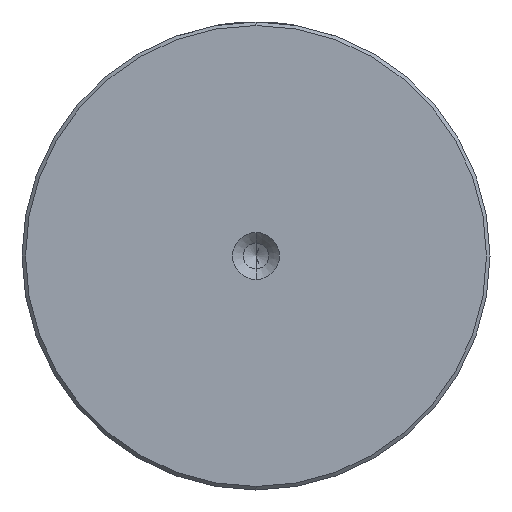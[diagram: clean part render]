
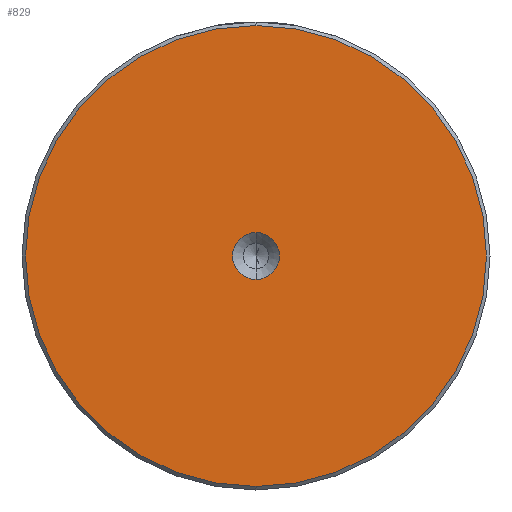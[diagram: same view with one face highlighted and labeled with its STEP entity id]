
A CAD part, left-side view. The second image highlights one B-rep face of the part: STEP entity #829.
In plain terms, the highlighted planar face has unit normal (-1, 0, 0).
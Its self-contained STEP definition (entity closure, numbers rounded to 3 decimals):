
#2 = CARTESIAN_POINT ( 'NONE',  ( 0., 0., 0. ) ) ;
#36 = AXIS2_PLACEMENT_3D ( 'NONE', #1518, #340, #1715 ) ;
#140 = DIRECTION ( 'NONE',  ( -1., 0., 0. ) ) ;
#142 = AXIS2_PLACEMENT_3D ( 'NONE', #2, #2096, #1906 ) ;
#156 = CARTESIAN_POINT ( 'NONE',  ( 0., 0., -32.5 ) ) ;
#161 = DIRECTION ( 'NONE',  ( -1., 0., 0. ) ) ;
#173 = CARTESIAN_POINT ( 'NONE',  ( 0., 0., 0. ) ) ;
#191 = VERTEX_POINT ( 'NONE', #2132 ) ;
#340 = DIRECTION ( 'NONE',  ( -1., 0., 0. ) ) ;
#385 = DIRECTION ( 'NONE',  ( -1., 0., 0. ) ) ;
#452 = AXIS2_PLACEMENT_3D ( 'NONE', #1338, #140, #1526 ) ;
#499 = VERTEX_POINT ( 'NONE', #156 ) ;
#664 = EDGE_CURVE ( 'NONE', #1186, #191, #1829, .T. ) ;
#679 = ORIENTED_EDGE ( 'NONE', *, *, #1823, .T. ) ;
#697 = EDGE_LOOP ( 'NONE', ( #1363, #1434 ) ) ;
#825 = CIRCLE ( 'NONE', #2149, 32.5 ) ;
#829 = ADVANCED_FACE ( 'NONE', ( #1061, #2088 ), #1940, .T. ) ;
#877 = ORIENTED_EDGE ( 'NONE', *, *, #2021, .T. ) ;
#976 = VERTEX_POINT ( 'NONE', #1408 ) ;
#1061 = FACE_OUTER_BOUND ( 'NONE', #1875, .T. ) ;
#1105 = CARTESIAN_POINT ( 'NONE',  ( 0., 0., -3.3 ) ) ;
#1186 = VERTEX_POINT ( 'NONE', #1105 ) ;
#1260 = CIRCLE ( 'NONE', #36, 32.5 ) ;
#1338 = CARTESIAN_POINT ( 'NONE',  ( 0., 0., 0. ) ) ;
#1363 = ORIENTED_EDGE ( 'NONE', *, *, #1834, .F. ) ;
#1408 = CARTESIAN_POINT ( 'NONE',  ( 0., 0., 32.5 ) ) ;
#1434 = ORIENTED_EDGE ( 'NONE', *, *, #664, .F. ) ;
#1480 = AXIS2_PLACEMENT_3D ( 'NONE', #173, #161, #2057 ) ;
#1518 = CARTESIAN_POINT ( 'NONE',  ( 0., 0., 0. ) ) ;
#1526 = DIRECTION ( 'NONE',  ( 0., 0., 1. ) ) ;
#1567 = CARTESIAN_POINT ( 'NONE',  ( 0., 0., 0. ) ) ;
#1715 = DIRECTION ( 'NONE',  ( 0., 0., 1. ) ) ;
#1768 = DIRECTION ( 'NONE',  ( 0., 0., 1. ) ) ;
#1823 = EDGE_CURVE ( 'NONE', #499, #976, #1260, .T. ) ;
#1829 = CIRCLE ( 'NONE', #142, 3.3 ) ;
#1834 = EDGE_CURVE ( 'NONE', #191, #1186, #2222, .T. ) ;
#1875 = EDGE_LOOP ( 'NONE', ( #679, #877 ) ) ;
#1906 = DIRECTION ( 'NONE',  ( 0., 0., 1. ) ) ;
#1940 = PLANE ( 'NONE',  #1480 ) ;
#2021 = EDGE_CURVE ( 'NONE', #976, #499, #825, .T. ) ;
#2057 = DIRECTION ( 'NONE',  ( 0., 0., 1. ) ) ;
#2088 = FACE_BOUND ( 'NONE', #697, .T. ) ;
#2096 = DIRECTION ( 'NONE',  ( -1., 0., 0. ) ) ;
#2132 = CARTESIAN_POINT ( 'NONE',  ( 0., 0., 3.3 ) ) ;
#2149 = AXIS2_PLACEMENT_3D ( 'NONE', #1567, #385, #1768 ) ;
#2222 = CIRCLE ( 'NONE', #452, 3.3 ) ;
